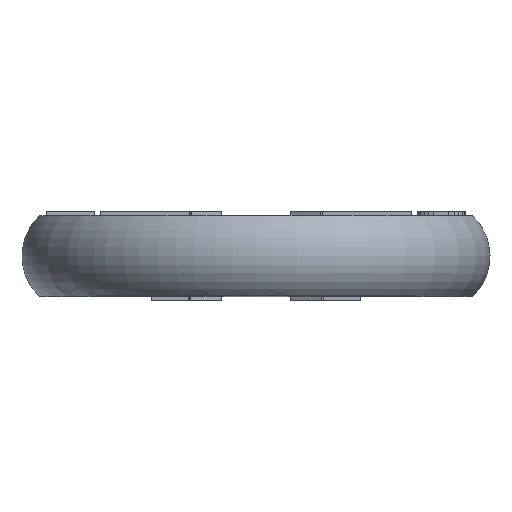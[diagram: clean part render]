
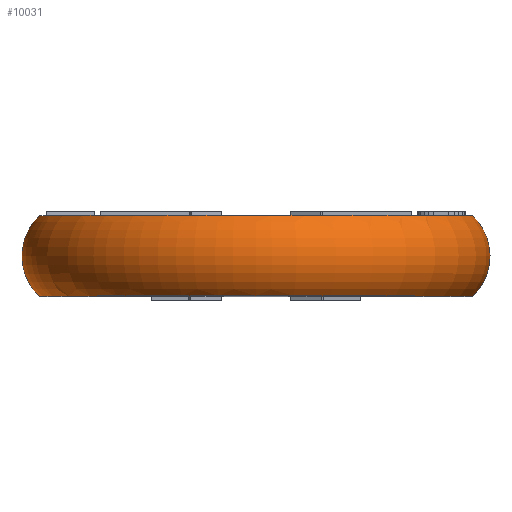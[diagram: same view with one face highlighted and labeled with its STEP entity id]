
A CAD part, top view. The second image highlights one B-rep face of the part: STEP entity #10031.
In plain terms, the highlighted toroidal (fillet/blend) face has major radius 35.5 mm and minor radius 11 mm.
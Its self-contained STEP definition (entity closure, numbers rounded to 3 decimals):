
#17=CARTESIAN_POINT('',(0.,8.,57.5));
#18=DIRECTION('',(0.,1.,0.));
#19=DIRECTION('',(-1.,0.,0.));
#20=AXIS2_PLACEMENT_3D('',#17,#18,#19);
#35=CARTESIAN_POINT('',(0.,8.,57.5));
#36=DIRECTION('',(0.,1.,0.));
#37=DIRECTION('',(-0.955,0.,0.297));
#38=AXIS2_PLACEMENT_3D('',#35,#36,#37);
#1774=CARTESIAN_POINT('',(0.,8.,57.5));
#1775=DIRECTION('',(0.,-1.,0.));
#1776=DIRECTION('',(-0.955,0.,0.297));
#1777=AXIS2_PLACEMENT_3D('',#1774,#1775,#1776);
#1787=CARTESIAN_POINT('',(35.5,0.,57.5));
#1788=DIRECTION('',(0.,0.,-1.));
#1789=DIRECTION('',(0.686,0.727,0.));
#1790=AXIS2_PLACEMENT_3D('',#1787,#1788,#1789);
#1792=CARTESIAN_POINT('',(0.,-8.,57.5));
#1793=DIRECTION('',(0.,-1.,0.));
#1794=DIRECTION('',(1.,0.,0.));
#1795=AXIS2_PLACEMENT_3D('',#1792,#1793,#1794);
#1797=CARTESIAN_POINT('',(-35.5,0.,57.5));
#1798=DIRECTION('',(0.,0.,-1.));
#1799=DIRECTION('',(-0.686,-0.727,0.));
#1800=AXIS2_PLACEMENT_3D('',#1797,#1798,#1799);
#6875=CARTESIAN_POINT('',(-41.335,8.,69.529));
#6876=VERTEX_POINT('',#6875);
#6878=CARTESIAN_POINT('',(-41.106,8.,70.289));
#6880=VERTEX_POINT('',#6878);
#7851=CARTESIAN_POINT('',(43.05,8.,57.5));
#7852=CARTESIAN_POINT('',(43.05,-8.,57.5));
#7853=VERTEX_POINT('',#7851);
#7854=VERTEX_POINT('',#7852);
#7855=CARTESIAN_POINT('',(-43.05,-8.,57.5));
#7856=VERTEX_POINT('',#7855);
#7857=CARTESIAN_POINT('',(-43.05,8.,57.5));
#7858=VERTEX_POINT('',#7857);
#10015=CARTESIAN_POINT('',(0.,0.,57.5));
#10016=DIRECTION('',(0.,1.,0.));
#10017=DIRECTION('',(1.,0.,0.));
#10018=AXIS2_PLACEMENT_3D('',#10015,#10016,#10017);
#10019=TOROIDAL_SURFACE('',#10018,35.5,11.);
#10020=ORIENTED_EDGE('',*,*,#10005,.F.);
#10021=ORIENTED_EDGE('',*,*,#9062,.T.);
#10023=ORIENTED_EDGE('',*,*,#10022,.T.);
#10025=ORIENTED_EDGE('',*,*,#10024,.T.);
#10027=ORIENTED_EDGE('',*,*,#10026,.T.);
#10028=ORIENTED_EDGE('',*,*,#9054,.T.);
#10029=EDGE_LOOP('',(#10020,#10021,#10023,#10025,#10027,#10028));
#10030=FACE_OUTER_BOUND('',#10029,.F.);
#10031=ADVANCED_FACE('',(#10030),#10019,.T.);
#21=CIRCLE('',#20,43.05);
#39=CIRCLE('',#38,43.05);
#1778=CIRCLE('',#1777,43.05);
#1791=CIRCLE('',#1790,11.);
#1796=CIRCLE('',#1795,43.05);
#1801=CIRCLE('',#1800,11.);
#9054=EDGE_CURVE('',#7858,#6876,#21,.T.);
#9062=EDGE_CURVE('',#6880,#7853,#39,.T.);
#10005=EDGE_CURVE('',#6880,#6876,#1778,.T.);
#10022=EDGE_CURVE('',#7853,#7854,#1791,.T.);
#10024=EDGE_CURVE('',#7854,#7856,#1796,.T.);
#10026=EDGE_CURVE('',#7856,#7858,#1801,.T.);
